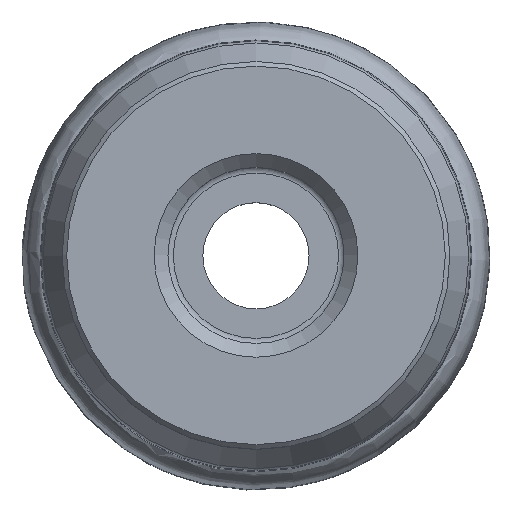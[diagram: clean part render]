
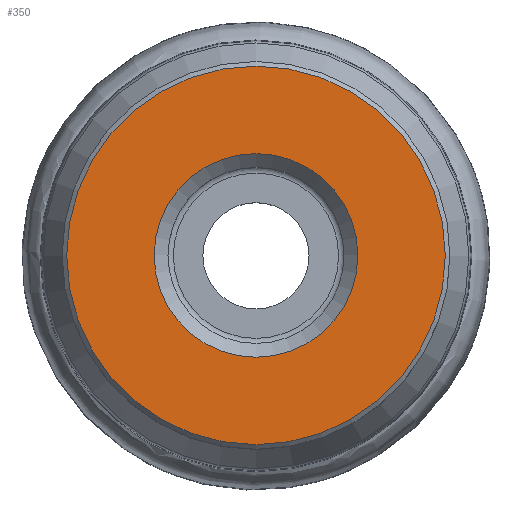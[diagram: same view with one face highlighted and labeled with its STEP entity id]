
A CAD part, top view. The second image highlights one B-rep face of the part: STEP entity #350.
In plain terms, the highlighted planar face has unit normal (0, 0, 1).
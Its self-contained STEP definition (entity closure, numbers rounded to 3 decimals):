
#114=PLANE('',#610);
#119=EDGE_LOOP('',(#191));
#120=EDGE_LOOP('',(#192));
#191=ORIENTED_EDGE('',*,*,#263,.F.);
#192=ORIENTED_EDGE('',*,*,#264,.T.);
#263=EDGE_CURVE('',#462,#462,#299,.T.);
#264=EDGE_CURVE('',#463,#463,#300,.T.);
#299=CIRCLE('',#608,11.03);
#300=CIRCLE('',#609,20.5);
#350=ADVANCED_FACE('TB_SU_1',(#388,#389),#114,.F.);
#388=FACE_BOUND('',#119,.T.);
#389=FACE_BOUND('',#120,.T.);
#462=VERTEX_POINT('',#5136);
#463=VERTEX_POINT('',#5138);
#608=AXIS2_PLACEMENT_3D('',#5135,#705,#706);
#609=AXIS2_PLACEMENT_3D('',#5137,#707,#708);
#610=AXIS2_PLACEMENT_3D('',#5139,#709,#710);
#705=DIRECTION('',(0.,0.,1.));
#706=DIRECTION('',(1.,0.,0.));
#707=DIRECTION('',(0.,0.,1.));
#708=DIRECTION('',(1.,0.,0.));
#709=DIRECTION('',(0.,0.,-1.));
#710=DIRECTION('',(-1.,0.,0.));
#5135=CARTESIAN_POINT('',(0.,0.,0.));
#5136=CARTESIAN_POINT('',(11.03,0.,0.));
#5137=CARTESIAN_POINT('',(0.,0.,0.));
#5138=CARTESIAN_POINT('',(20.5,0.,0.));
#5139=CARTESIAN_POINT('',(-21.,0.,0.));
